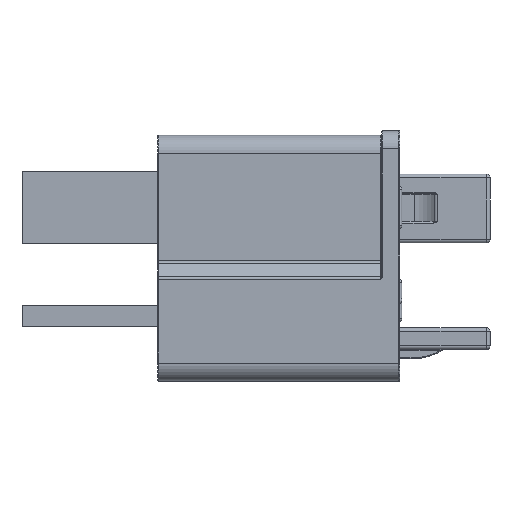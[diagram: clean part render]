
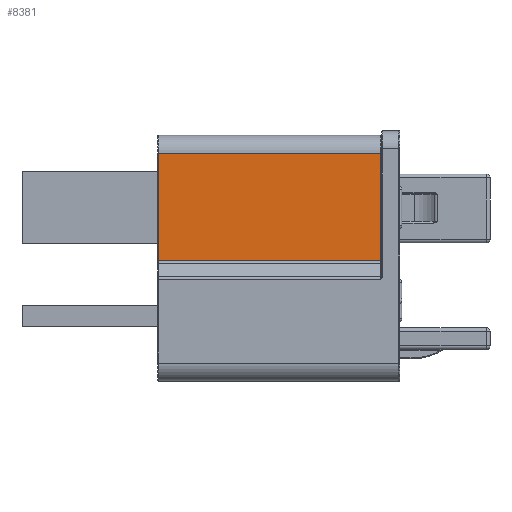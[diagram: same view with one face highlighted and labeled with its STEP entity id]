
A CAD part, left-side view. The second image highlights one B-rep face of the part: STEP entity #8381.
In plain terms, the highlighted planar face has unit normal (-1, 0, 0).
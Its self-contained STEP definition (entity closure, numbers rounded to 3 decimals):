
#8 = CARTESIAN_POINT ( 'NONE',  ( -3.125, -3.2, 6.8 ) ) ;
#239 = ORIENTED_EDGE ( 'NONE', *, *, #902, .T. ) ;
#421 = CARTESIAN_POINT ( 'NONE',  ( -3.125, 10.15, 6.8 ) ) ;
#453 = VERTEX_POINT ( 'NONE', #2257 ) ;
#680 = FACE_OUTER_BOUND ( 'NONE', #1398, .T. ) ;
#878 = CARTESIAN_POINT ( 'NONE',  ( -3.125, 10.15, 5.8 ) ) ;
#902 = EDGE_CURVE ( 'NONE', #3222, #6558, #4521, .T. ) ;
#972 = LINE ( 'NONE', #3892, #9291 ) ;
#1266 = CARTESIAN_POINT ( 'NONE',  ( -3.125, -2.15, -0.122 ) ) ;
#1279 = AXIS2_PLACEMENT_3D ( 'NONE', #8, #8051, #3263 ) ;
#1303 = CARTESIAN_POINT ( 'NONE',  ( -3.125, -2.15, 6.8 ) ) ;
#1398 = EDGE_LOOP ( 'NONE', ( #8700, #4095, #1744, #239 ) ) ;
#1744 = ORIENTED_EDGE ( 'NONE', *, *, #8053, .T. ) ;
#1810 = EDGE_CURVE ( 'NONE', #6433, #453, #7166, .T. ) ;
#1992 = DIRECTION ( 'NONE',  ( 0., -1., 0. ) ) ;
#2257 = CARTESIAN_POINT ( 'NONE',  ( -3.125, 10.15, -0.122 ) ) ;
#2726 = LINE ( 'NONE', #6007, #6982 ) ;
#2924 = VECTOR ( 'NONE', #6035, 1000. ) ;
#3222 = VERTEX_POINT ( 'NONE', #1266 ) ;
#3226 = PLANE ( 'NONE',  #1279 ) ;
#3263 = DIRECTION ( 'NONE',  ( 0., 0., -1. ) ) ;
#3892 = CARTESIAN_POINT ( 'NONE',  ( -3.125, 10.2, 5.8 ) ) ;
#4095 = ORIENTED_EDGE ( 'NONE', *, *, #1810, .T. ) ;
#4521 = LINE ( 'NONE', #1303, #8532 ) ;
#4923 = EDGE_CURVE ( 'NONE', #6558, #6433, #972, .T. ) ;
#6007 = CARTESIAN_POINT ( 'NONE',  ( -3.125, -3.2, -0.122 ) ) ;
#6035 = DIRECTION ( 'NONE',  ( 0., 0., -1. ) ) ;
#6318 = DIRECTION ( 'NONE',  ( 0., 1., 0. ) ) ;
#6433 = VERTEX_POINT ( 'NONE', #878 ) ;
#6558 = VERTEX_POINT ( 'NONE', #9634 ) ;
#6982 = VECTOR ( 'NONE', #1992, 1000. ) ;
#7166 = LINE ( 'NONE', #421, #2924 ) ;
#7742 = DIRECTION ( 'NONE',  ( 0., 0., 1. ) ) ;
#8051 = DIRECTION ( 'NONE',  ( 1., 0., 0. ) ) ;
#8053 = EDGE_CURVE ( 'NONE', #453, #3222, #2726, .T. ) ;
#8381 = ADVANCED_FACE ( 'NONE', ( #680 ), #3226, .F. ) ;
#8532 = VECTOR ( 'NONE', #7742, 1000. ) ;
#8700 = ORIENTED_EDGE ( 'NONE', *, *, #4923, .T. ) ;
#9291 = VECTOR ( 'NONE', #6318, 1000. ) ;
#9634 = CARTESIAN_POINT ( 'NONE',  ( -3.125, -2.15, 5.8 ) ) ;
